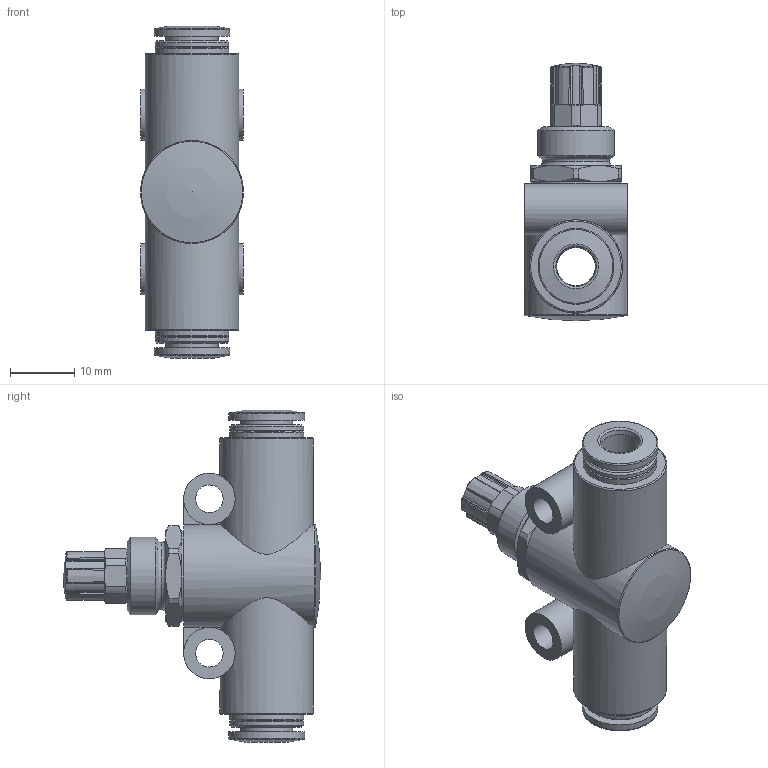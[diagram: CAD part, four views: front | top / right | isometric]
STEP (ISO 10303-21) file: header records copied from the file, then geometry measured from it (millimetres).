
FILE_DESCRIPTION(/* description */ ('STEP AP214'),/* implementation_level */ '2;1');
FILE_NAME(/* name */ '193969_GR-QS-6',/* time_stamp */ '2024-08-21T13:42:10+02:00',/* author */ ('License CC BY-ND 4.0'),/* organization */ ('CADENAS'),/* preprocessor_version */ 'ST-DEVELOPER v19.3',/* originating_system */ 'PARTsolutions',/* authorisation */ ' ');
FILE_SCHEMA (('AUTOMOTIVE_DESIGN {1 0 10303 214 3 1 1}'));
Length unit declared in the file: millimetre
Products named in the file (1): 193969 GR-QS-6---(0)
Bounding box: 16 x 40 x 51.6 mm (x, y, z)
Volume: 10861.2 mm3; surface area: 5888.6 mm2
Topology: 1 solids, 1 shells, 162 faces, 409 edges, 256 vertices
Faces by surface type: cylinder 61, cone 42, plane 42, torus 15, sphere 2
Full cylindrical faces by diameter (mm): 4.3 x2, 6 x1, 8 x2, 8.1 x2, 10.4 x1, 11.5 x4, 11.8 x2, 12 x1, 14 x1, 14.5 x2, 16 x1
Entity records: 6062 total; most frequent: CARTESIAN_POINT 1298, DIRECTION 752, ORIENTED_EDGE 712, EDGE_CURVE 356, AXIS2_PLACEMENT_3D 333, VERTEX_POINT 246, EDGE_LOOP 218, FACE_BOUND 218
